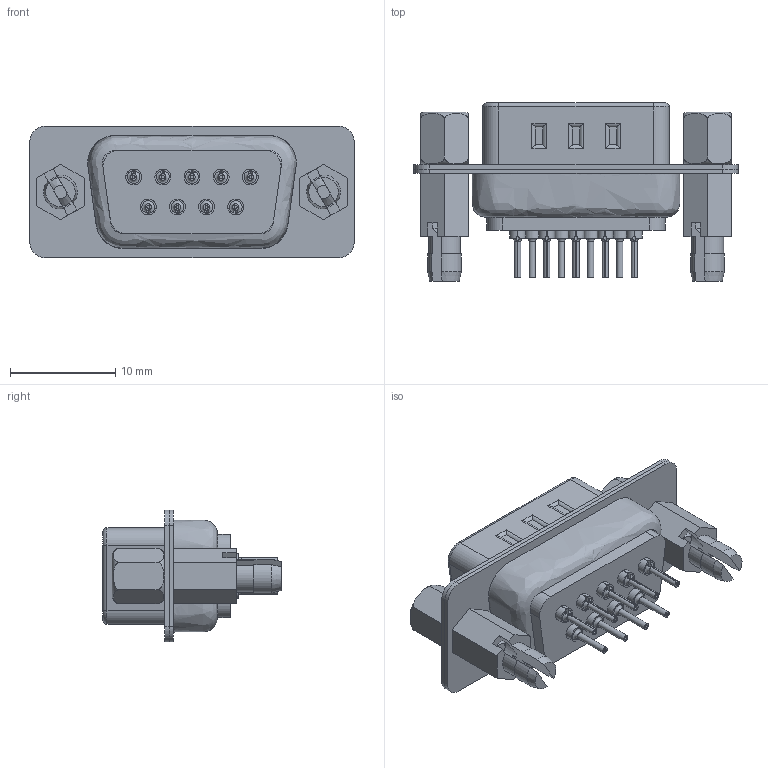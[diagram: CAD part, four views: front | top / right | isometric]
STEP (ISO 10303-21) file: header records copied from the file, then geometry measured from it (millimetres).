
FILE_DESCRIPTION( ( 'Unknown' ), '1' );
FILE_NAME( '61800929221.stp', 'Unknown', ( 'Unknown' ), ( 'Unknown' ), 'PSStep 18.0.17', 'Unknown', ' ' );
FILE_SCHEMA( ( 'AUTOMOTIVE_DESIGN { 1 0 10303 214 1 1 1 1 }' ) );
Length unit declared in the file: millimetre
Products named in the file (8): Assem1; 61800929221_ARRIERE; 6180xx29y21_VISSE; 6180xx29y21_CLIP; 61800929221_INTER_FACADE; 61800929221_INTER_ARRIERE; 61800929221_FACADE; 6180xx29y21_Pin
Assembly tree (17 placements, depth 2):
  Assem1
    61800929221_ARRIERE
    6180xx29y21_VISSE  x2
    6180xx29y21_CLIP  x2
    61800929221_INTER_FACADE
    61800929221_INTER_ARRIERE
    61800929221_FACADE
    6180xx29y21_Pin  x9
Bounding box: 30.81 x 16.95 x 12.5 mm (x, y, z)
Volume: 1584.1 mm3; surface area: 4894.5 mm2
Topology: 17 solids, 17 shells, 720 faces, 1931 edges, 1257 vertices
Faces by surface type: plane 415, cylinder 232, cone 30, torus 21, bspline 13, sphere 9
Full cylindrical faces by diameter (mm): 1 x9, 1.5 x9, 2.75 x2, 2.85 x2, 3 x6
Entity records: 21283 total; most frequent: CARTESIAN_POINT 10981, DIRECTION 1641, ORIENTED_EDGE 1508, EDGE_CURVE 754, AXIS2_PLACEMENT_3D 609, VERTEX_POINT 511, LINE 423, VECTOR 423
